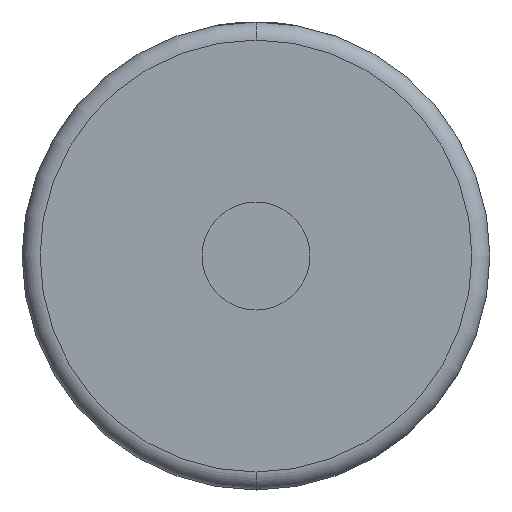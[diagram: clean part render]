
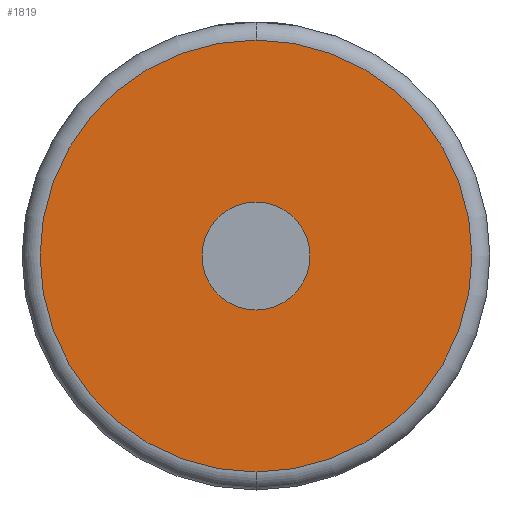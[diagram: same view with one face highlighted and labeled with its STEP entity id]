
A CAD part, front view. The second image highlights one B-rep face of the part: STEP entity #1819.
In plain terms, the highlighted planar face has unit normal (0, -1, 0).
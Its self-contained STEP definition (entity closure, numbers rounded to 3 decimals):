
#159 = CARTESIAN_POINT ( 'NONE',  ( 0., 0., 0. ) ) ;
#341 = CARTESIAN_POINT ( 'NONE',  ( 0., 0., 24. ) ) ;
#784 = CIRCLE ( 'NONE', #3642, 6. ) ;
#948 = CIRCLE ( 'NONE', #2589, 24. ) ;
#1003 = EDGE_CURVE ( 'NONE', #3611, #2850, #1019, .T. ) ;
#1019 = CIRCLE ( 'NONE', #3064, 6. ) ;
#1062 = CARTESIAN_POINT ( 'NONE',  ( 0., 0., -24. ) ) ;
#1211 = EDGE_CURVE ( 'NONE', #3252, #2137, #1672, .T. ) ;
#1389 = DIRECTION ( 'NONE',  ( 0., 0., 1. ) ) ;
#1531 = EDGE_LOOP ( 'NONE', ( #3500, #3063 ) ) ;
#1598 = EDGE_CURVE ( 'NONE', #2137, #3252, #948, .T. ) ;
#1623 = AXIS2_PLACEMENT_3D ( 'NONE', #159, #3380, #1389 ) ;
#1641 = DIRECTION ( 'NONE',  ( 0., 0., 1. ) ) ;
#1652 = CARTESIAN_POINT ( 'NONE',  ( 0., 0., -6. ) ) ;
#1663 = DIRECTION ( 'NONE',  ( 0., -1., 0. ) ) ;
#1672 = CIRCLE ( 'NONE', #2421, 24. ) ;
#1778 = FACE_OUTER_BOUND ( 'NONE', #1531, .T. ) ;
#1819 = ADVANCED_FACE ( 'NONE', ( #1778, #3048 ), #3132, .F. ) ;
#1937 = ORIENTED_EDGE ( 'NONE', *, *, #1003, .F. ) ;
#2137 = VERTEX_POINT ( 'NONE', #341 ) ;
#2306 = CARTESIAN_POINT ( 'NONE',  ( 0., 0., 0. ) ) ;
#2421 = AXIS2_PLACEMENT_3D ( 'NONE', #3618, #2988, #3607 ) ;
#2589 = AXIS2_PLACEMENT_3D ( 'NONE', #3408, #1663, #3140 ) ;
#2604 = CARTESIAN_POINT ( 'NONE',  ( 0., 0., 6. ) ) ;
#2786 = DIRECTION ( 'NONE',  ( 0., -1., 0. ) ) ;
#2850 = VERTEX_POINT ( 'NONE', #2604 ) ;
#2988 = DIRECTION ( 'NONE',  ( 0., -1., 0. ) ) ;
#3048 = FACE_BOUND ( 'NONE', #3378, .T. ) ;
#3063 = ORIENTED_EDGE ( 'NONE', *, *, #1211, .T. ) ;
#3064 = AXIS2_PLACEMENT_3D ( 'NONE', #3678, #2786, #1641 ) ;
#3132 = PLANE ( 'NONE',  #1623 ) ;
#3140 = DIRECTION ( 'NONE',  ( 0., 0., 1. ) ) ;
#3252 = VERTEX_POINT ( 'NONE', #1062 ) ;
#3378 = EDGE_LOOP ( 'NONE', ( #3457, #1937 ) ) ;
#3380 = DIRECTION ( 'NONE',  ( 0., 1., 0. ) ) ;
#3408 = CARTESIAN_POINT ( 'NONE',  ( 0., 0., 0. ) ) ;
#3457 = ORIENTED_EDGE ( 'NONE', *, *, #3617, .F. ) ;
#3476 = DIRECTION ( 'NONE',  ( 0., 0., 1. ) ) ;
#3500 = ORIENTED_EDGE ( 'NONE', *, *, #1598, .T. ) ;
#3607 = DIRECTION ( 'NONE',  ( 0., 0., 1. ) ) ;
#3611 = VERTEX_POINT ( 'NONE', #1652 ) ;
#3617 = EDGE_CURVE ( 'NONE', #2850, #3611, #784, .T. ) ;
#3618 = CARTESIAN_POINT ( 'NONE',  ( 0., 0., 0. ) ) ;
#3642 = AXIS2_PLACEMENT_3D ( 'NONE', #2306, #3791, #3476 ) ;
#3678 = CARTESIAN_POINT ( 'NONE',  ( 0., 0., 0. ) ) ;
#3791 = DIRECTION ( 'NONE',  ( 0., -1., 0. ) ) ;
